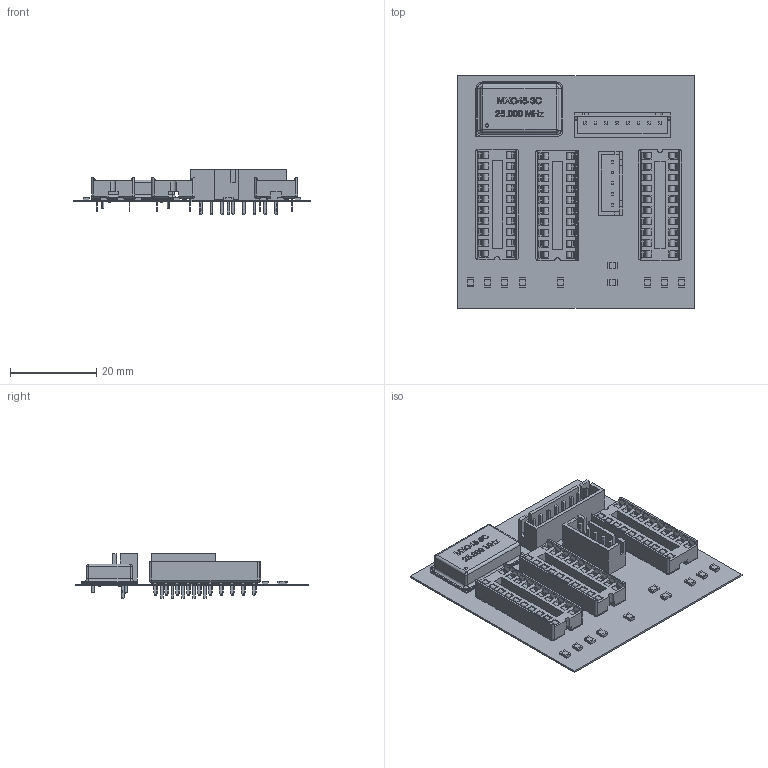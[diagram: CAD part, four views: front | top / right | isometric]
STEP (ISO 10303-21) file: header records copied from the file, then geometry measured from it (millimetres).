
FILE_DESCRIPTION(('Open CASCADE Model'),'2;1');
FILE_NAME('Open CASCADE Shape Model','2023-03-27T06:01:51',('Author'),( 'Open CASCADE'),'Open CASCADE STEP processor 7.5','Open CASCADE 7.5' ,'Unknown');
FILE_SCHEMA(('AUTOMOTIVE_DESIGN { 1 0 10303 214 1 1 1 1 }'));
Length unit declared in the file: millimetre
Products named in the file (31): PCB; Board; Open CASCADE STEP translator 7.5 1.1.1; R10; 1309062684224; Extruded; 1309062684064; R9; R8; 1309062685344; 1309062685184; R7; R6; R5; R4; R3; R2; R1; XTAL; User Library-OSC_DIP-14; J5; User Library-B8B-XH-A; J3; DIP300-skt-flat-20; J2; J1; CN1; B5B-XH-A
Assembly tree (58 placements, depth 4):
  PCB
    Board
      Open CASCADE STEP translator 7.5 1.1.1
    R10
      1309062684224
        Extruded
      1309062684064  x2
        Extruded
    R9
      1309062684224
        Extruded
      1309062684064  x2
        Extruded
    R8
      1309062685344
        Extruded
      1309062685184  x2
        Extruded
    R7
      1309062685344
        Extruded
      1309062685184  x2
        Extruded
    R6
      1309062685344
        Extruded
      1309062685184  x2
        Extruded
    R5
      1309062685344
        Extruded
      1309062685184  x2
        Extruded
    R4
      1309062685344
        Extruded
      1309062685184  x2
        Extruded
    R3
      1309062685344
        Extruded
      1309062685184  x2
        Extruded
    R2
      1309062685344
        Extruded
      1309062685184  x2
        Extruded
    R1
      1309062685344
        Extruded
      1309062685184  x2
        Extruded
    XTAL
      User Library-OSC_DIP-14
    J5
      User Library-B8B-XH-A
    J3
      DIP300-skt-flat-20
    J2
Bounding box: 55 x 54 x 10.53 mm (x, y, z)
Volume: 4627.5 mm3; surface area: 15795.6 mm2
Topology: 96 solids, 105 shells, 4311 faces, 9883 edges, 5805 vertices
Faces by surface type: plane 3481, cylinder 774, torus 30, sphere 14, revolution 8, bspline 4
Full cylindrical faces by diameter (mm): 0.888 x5, 0.9 x68, 1.016 x4
Entity records: 63474 total; most frequent: CARTESIAN_POINT 10346, DIRECTION 8515, ORIENTED_EDGE 8354, EDGE_CURVE 4217, LINE 3301, VECTOR 3301, AXIS2_PLACEMENT_3D 2603, VERTEX_POINT 2581
